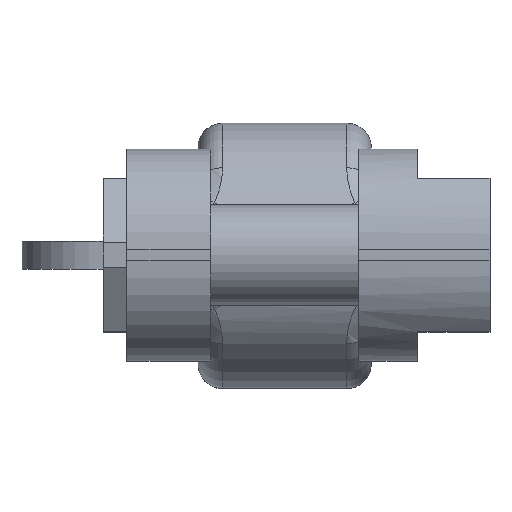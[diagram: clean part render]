
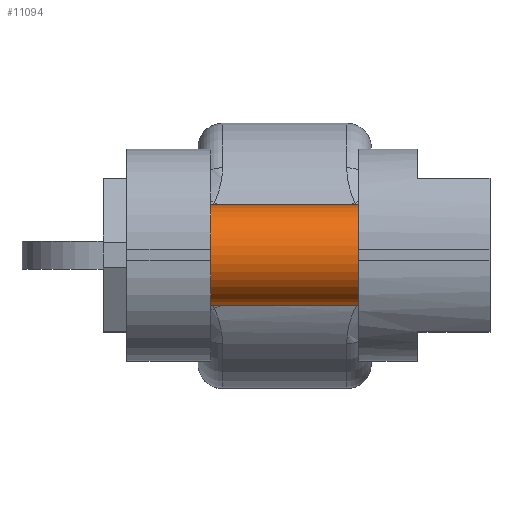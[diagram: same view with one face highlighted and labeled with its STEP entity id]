
A CAD part, top view. The second image highlights one B-rep face of the part: STEP entity #11094.
In plain terms, the highlighted cylindrical face has radius 18 mm (diameter 36 mm), a partial arc.
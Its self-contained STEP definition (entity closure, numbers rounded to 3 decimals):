
#673=CARTESIAN_POINT('',(-26.5,0.,164.));
#674=DIRECTION('',(1.,0.,0.));
#675=DIRECTION('',(0.,1.,0.));
#676=AXIS2_PLACEMENT_3D('',#673,#674,#675);
#3200=CARTESIAN_POINT('',(26.5,0.,164.));
#3201=DIRECTION('',(-1.,0.,0.));
#3202=DIRECTION('',(0.,-1.,0.));
#3203=AXIS2_PLACEMENT_3D('',#3200,#3201,#3202);
#3243=DIRECTION('',(-1.,0.,0.));
#3244=VECTOR('',#3243,53.);
#3245=CARTESIAN_POINT('',(26.5,18.,164.));
#3246=LINE('',#3245,#3244);
#3247=DIRECTION('',(1.,0.,0.));
#3248=VECTOR('',#3247,53.);
#3249=CARTESIAN_POINT('',(-26.5,-18.,164.));
#3250=LINE('',#3249,#3248);
#6642=CARTESIAN_POINT('',(-26.5,-18.,164.));
#6643=CARTESIAN_POINT('',(26.5,-18.,164.));
#6644=VERTEX_POINT('',#6642);
#6645=VERTEX_POINT('',#6643);
#6646=CARTESIAN_POINT('',(26.5,18.,164.));
#6647=CARTESIAN_POINT('',(-26.5,18.,164.));
#6648=VERTEX_POINT('',#6646);
#6649=VERTEX_POINT('',#6647);
#11083=CARTESIAN_POINT('',(-26.5,0.,164.));
#11084=DIRECTION('',(1.,0.,0.));
#11085=DIRECTION('',(0.,-1.,0.));
#11086=AXIS2_PLACEMENT_3D('',#11083,#11084,#11085);
#11087=CYLINDRICAL_SURFACE('',#11086,18.);
#11088=ORIENTED_EDGE('',*,*,#8232,.T.);
#11089=ORIENTED_EDGE('',*,*,#11078,.T.);
#11090=ORIENTED_EDGE('',*,*,#10993,.T.);
#11091=ORIENTED_EDGE('',*,*,#11075,.T.);
#11092=EDGE_LOOP('',(#11088,#11089,#11090,#11091));
#11093=FACE_OUTER_BOUND('',#11092,.F.);
#11094=ADVANCED_FACE('',(#11093),#11087,.F.);
#677=CIRCLE('',#676,18.);
#3204=CIRCLE('',#3203,18.);
#8232=EDGE_CURVE('',#6649,#6644,#677,.T.);
#10993=EDGE_CURVE('',#6645,#6648,#3204,.T.);
#11075=EDGE_CURVE('',#6648,#6649,#3246,.T.);
#11078=EDGE_CURVE('',#6644,#6645,#3250,.T.);
